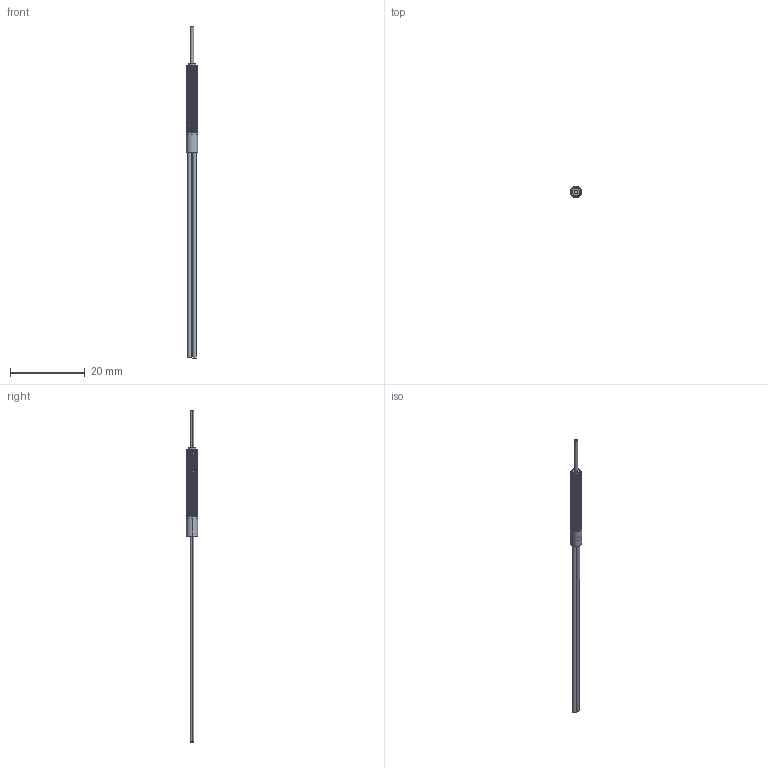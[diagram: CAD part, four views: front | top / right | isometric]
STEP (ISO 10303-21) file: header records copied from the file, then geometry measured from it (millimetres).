
FILE_DESCRIPTION((''),'2;1');
FILE_NAME('REM3T10-2_ANY_ASM','2020-11-13T',('Gavin'),(''),'PRO/ENGINEER BY PARAMETRIC TECHNOLOGY CORPORATION, 2009440','PRO/ENGINEER BY PARAMETRIC TECHNOLOGY CORPORATION, 2009440','');
FILE_SCHEMA(('CONFIG_CONTROL_DESIGN'));
Products named in the file (4): LINE1_0_ANY; M4-COVER_ANY; M3T10-BODY_ANY; REM3T10-2_ANY_ASM
Assembly tree (4 placements, depth 2):
  REM3T10-2_ANY_ASM
    LINE1_0_ANY  x2
    M4-COVER_ANY
    M3T10-BODY_ANY
Bounding box: 3 x 3 x 88.88 mm (x, y, z)
Volume: 244.2 mm3; surface area: 831.6 mm2
Topology: 4 solids, 4 shells, 196 faces, 533 edges, 349 vertices
Faces by surface type: cylinder 143, bspline 34, plane 14, cone 5
Entity records: 46157 total; most frequent: CARTESIAN_POINT 41829, ORIENTED_EDGE 1054, DIRECTION 602, EDGE_CURVE 527, VERTEX_POINT 345, B_SPLINE_CURVE_WITH_KNOTS 304, AXIS2_PLACEMENT_3D 213, EDGE_LOOP 200
